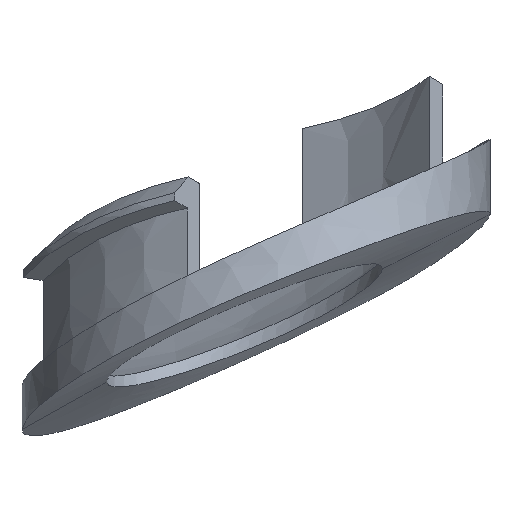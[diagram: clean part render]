
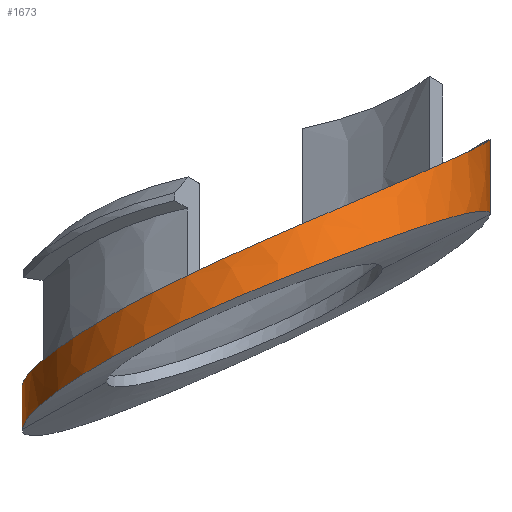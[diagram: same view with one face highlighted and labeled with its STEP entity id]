
A CAD part, front view. The second image highlights one B-rep face of the part: STEP entity #1673.
In plain terms, the highlighted face is a extrusion surface.
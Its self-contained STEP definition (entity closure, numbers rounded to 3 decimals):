
#154=CARTESIAN_POINT('',(9.65,-0.963,-49.525));
#155=CARTESIAN_POINT('',(9.65,-0.969,-49.524));
#156=CARTESIAN_POINT('',(9.65,-0.982,
-49.523));
#157=CARTESIAN_POINT('',(9.65,-0.994,
-49.521));
#158=CARTESIAN_POINT('',(9.65,-1.,
-49.52));
#218=CARTESIAN_POINT('',(9.65,-1.,
-49.52));
#219=CARTESIAN_POINT('',(9.652,-1.784,-49.407));
#220=CARTESIAN_POINT('',(9.751,-3.386,-49.126));
#221=CARTESIAN_POINT('',(10.255,-5.915,-48.518));
#222=CARTESIAN_POINT('',(11.097,-8.273,-47.782));
#223=CARTESIAN_POINT('',(12.091,-10.192,-47.053));
#224=CARTESIAN_POINT('',(13.36,-12.024,-46.226));
#225=CARTESIAN_POINT('',(14.996,-13.748,-45.275));
#226=CARTESIAN_POINT('',(16.967,-15.207,-44.239));
#227=CARTESIAN_POINT('',(19.237,-16.276,-43.156));
#228=CARTESIAN_POINT('',(21.664,-16.84,-42.085));
#229=CARTESIAN_POINT('',(24.126,-16.875,-41.062));
#230=CARTESIAN_POINT('',(26.464,-16.386,-40.138));
#231=CARTESIAN_POINT('',(28.694,-15.435,-39.288));
#232=CARTESIAN_POINT('',(30.85,-13.95,-38.495));
#233=CARTESIAN_POINT('',(32.757,-11.969,-37.84));
#234=CARTESIAN_POINT('',(34.295,-9.636,-37.373));
#235=CARTESIAN_POINT('',(35.482,-6.931,-37.091));
#236=CARTESIAN_POINT('',(36.198,-3.979,-37.039));
#237=CARTESIAN_POINT('',(36.35,-2.01,-37.161));
#238=CARTESIAN_POINT('',(36.35,-1.034,-37.261));
#298=CARTESIAN_POINT('',(19.067,-14.958,-40.752));
#299=CARTESIAN_POINT('',(18.592,-14.787,-40.978));
#300=CARTESIAN_POINT('',(17.667,-14.386,-41.43));
#301=CARTESIAN_POINT('',(16.359,-13.611,-42.1));
#302=CARTESIAN_POINT('',(15.153,-12.688,-42.752));
#303=CARTESIAN_POINT('',(14.053,-11.632,-43.382));
#304=CARTESIAN_POINT('',(13.069,-10.466,-43.983));
#305=CARTESIAN_POINT('',(12.203,-9.199,-44.551));
#306=CARTESIAN_POINT('',(11.455,-7.844,-45.083));
#307=CARTESIAN_POINT('',(11.039,-6.888,-45.408));
#308=CARTESIAN_POINT('',(10.852,-6.397,-45.564));
#313=CARTESIAN_POINT('',(19.067,-14.958,-40.752));
#314=CARTESIAN_POINT('',(19.749,-15.203,-40.426));
#315=CARTESIAN_POINT('',(21.161,-15.567,-39.77));
#316=CARTESIAN_POINT('',(23.364,-15.7,-38.788));
#317=CARTESIAN_POINT('',(25.52,-15.391,-37.854));
#318=CARTESIAN_POINT('',(27.526,-14.7,-36.997));
#319=CARTESIAN_POINT('',(29.372,-13.68,-36.205));
#320=CARTESIAN_POINT('',(30.985,-12.406,-35.51));
#321=CARTESIAN_POINT('',(32.348,-10.967,-34.92));
#322=CARTESIAN_POINT('',(33.529,-9.344,-34.406));
#323=CARTESIAN_POINT('',(34.554,-7.489,-33.95));
#324=CARTESIAN_POINT('',(35.378,-5.437,-33.562));
#325=CARTESIAN_POINT('',(35.952,-3.295,-33.265));
#326=CARTESIAN_POINT('',(36.282,-1.129,-33.062));
#327=CARTESIAN_POINT('',(36.35,0.274,-32.994));
#328=CARTESIAN_POINT('',(36.35,0.963,-32.98));
#333=DIRECTION('',(0.,-0.423,-0.906));
#334=VECTOR('',#333,4.724);
#335=CARTESIAN_POINT('',(36.35,0.963,-32.98));
#336=LINE('',#335,#334);
#340=CARTESIAN_POINT('',(9.65,0.209,-47.012));
#341=CARTESIAN_POINT('',(9.65,-0.541,-46.918));
#342=CARTESIAN_POINT('',(9.738,-2.042,-46.682));
#343=CARTESIAN_POINT('',(10.146,-4.291,-46.185));
#344=CARTESIAN_POINT('',(10.589,-5.71,-45.781));
#345=CARTESIAN_POINT('',(10.852,-6.397,-45.564));
#857=DIRECTION('',(0.,-0.423,-0.906));
#858=VECTOR('',#857,2.774);
#859=CARTESIAN_POINT('',(9.65,0.209,-47.012));
#860=LINE('',#859,#858);
#1384=VERTEX_POINT('',#154);
#1385=VERTEX_POINT('',#158);
#1387=VERTEX_POINT('',#238);
#1388=CARTESIAN_POINT('',(36.35,0.963,-32.98));
#1389=VERTEX_POINT('',#1388);
#1390=CARTESIAN_POINT('',(9.65,0.209,-47.012));
#1391=VERTEX_POINT('',#1390);
#1400=VERTEX_POINT('',#298);
#1401=VERTEX_POINT('',#308);
#1638=CARTESIAN_POINT('',(9.656,18.586,-8.667));
#1639=CARTESIAN_POINT('',(9.652,18.45,-8.604));
#1640=CARTESIAN_POINT('',(9.621,16.25,-7.577));
#1641=CARTESIAN_POINT('',(10.323,12.956,-6.041));
#1642=CARTESIAN_POINT('',(12.302,9.214,-4.296));
#1643=CARTESIAN_POINT('',(14.245,6.753,-3.149));
#1644=CARTESIAN_POINT('',(16.504,4.759,-2.219));
#1645=CARTESIAN_POINT('',(19.699,2.832,-1.32));
#1646=CARTESIAN_POINT('',(23.287,1.815,
-0.846));
#1647=CARTESIAN_POINT('',(26.749,1.936,
-0.903));
#1648=CARTESIAN_POINT('',(29.056,2.49,-1.161));
#1649=CARTESIAN_POINT('',(31.052,3.423,-1.596));
#1650=CARTESIAN_POINT('',(33.382,5.145,-2.399));
#1651=CARTESIAN_POINT('',(35.738,8.429,-3.931));
#1652=CARTESIAN_POINT('',(36.376,11.794,-5.5));
#1653=CARTESIAN_POINT('',(36.348,13.695,-6.386));
#1654=CARTESIAN_POINT('',(36.344,13.83,-6.449));
#1656=DIRECTION('',(0.,0.423,0.906));
#1657=VECTOR('',#1656,1.);
#1658=SURFACE_OF_LINEAR_EXTRUSION('',#1655,#1657);
#1660=ORIENTED_EDGE('',*,*,#1659,.F.);
#1662=ORIENTED_EDGE('',*,*,#1661,.T.);
#1664=ORIENTED_EDGE('',*,*,#1663,.T.);
#1665=ORIENTED_EDGE('',*,*,#1624,.F.);
#1666=ORIENTED_EDGE('',*,*,#1549,.F.);
#1668=ORIENTED_EDGE('',*,*,#1667,.F.);
#1670=ORIENTED_EDGE('',*,*,#1669,.T.);
#1671=EDGE_LOOP('',(#1660,#1662,#1664,#1665,#1666,#1668,#1670));
#1672=FACE_OUTER_BOUND('',#1671,.F.);
#1673=ADVANCED_FACE('',(#1672),#1658,.T.);
#159=B_SPLINE_CURVE_WITH_KNOTS('',3,(#154,#155,#156,#157,#158),.UNSPECIFIED.,
.F.,.F.,(4,1,4),(0.,0.5,1.),.UNSPECIFIED.);
#239=B_SPLINE_CURVE_WITH_KNOTS('',3,(#218,#219,#220,#221,#222,#223,#224,#225,
#226,#227,#228,#229,#230,#231,#232,#233,#234,#235,#236,#237,#238),.UNSPECIFIED.,
.F.,.F.,(4,1,1,1,1,1,1,1,1,1,1,1,1,1,1,1,1,1,4),(0.,0.056,
0.111,0.167,0.222,0.278,
0.333,0.389,0.444,0.5,0.556,
0.611,0.667,0.722,0.778,
0.833,0.889,0.944,1.),.UNSPECIFIED.);
#309=B_SPLINE_CURVE_WITH_KNOTS('',3,(#298,#299,#300,#301,#302,#303,#304,#305,
#306,#307,#308),.UNSPECIFIED.,.F.,.F.,(4,1,1,1,1,1,1,1,4),(0.,0.125,0.25,
0.375,0.5,0.625,0.75,0.875,1.),.UNSPECIFIED.);
#329=B_SPLINE_CURVE_WITH_KNOTS('',3,(#313,#314,#315,#316,#317,#318,#319,#320,
#321,#322,#323,#324,#325,#326,#327,#328),.UNSPECIFIED.,.F.,.F.,(4,1,1,1,1,1,1,1,
1,1,1,1,1,4),(0.,0.077,0.154,0.231,
0.308,0.385,0.462,0.538,
0.615,0.692,0.769,0.846,
0.923,1.),.UNSPECIFIED.);
#346=B_SPLINE_CURVE_WITH_KNOTS('',3,(#340,#341,#342,#343,#344,#345),
.UNSPECIFIED.,.F.,.F.,(4,1,1,4),(0.,0.333,0.667,1.),
.UNSPECIFIED.);
#1549=EDGE_CURVE('',#1384,#1385,#159,.T.);
#1624=EDGE_CURVE('',#1385,#1387,#239,.T.);
#1655=B_SPLINE_CURVE_WITH_KNOTS('',3,(#1638,#1639,#1640,#1641,#1642,#1643,#1644,
#1645,#1646,#1647,#1648,#1649,#1650,#1651,#1652,#1653,#1654),.UNSPECIFIED.,.F.,
.F.,(4,1,1,1,1,1,1,1,1,1,1,1,1,1,4),(0.,0.01,0.159,
0.235,0.308,0.376,0.44,
0.558,0.614,0.666,0.714,
0.761,0.863,0.99,1.),.UNSPECIFIED.);
#1659=EDGE_CURVE('',#1400,#1401,#309,.T.);
#1661=EDGE_CURVE('',#1400,#1389,#329,.T.);
#1663=EDGE_CURVE('',#1389,#1387,#336,.T.);
#1667=EDGE_CURVE('',#1391,#1384,#860,.T.);
#1669=EDGE_CURVE('',#1391,#1401,#346,.T.);
